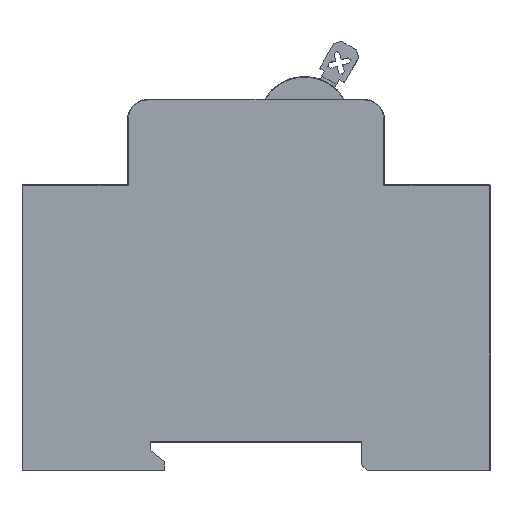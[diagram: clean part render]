
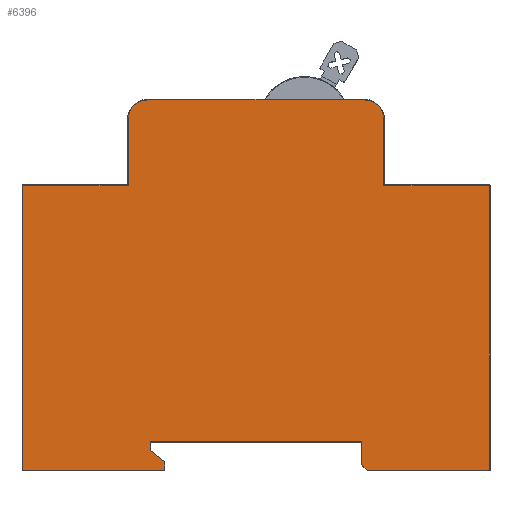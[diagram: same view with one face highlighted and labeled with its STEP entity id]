
A CAD part, top view. The second image highlights one B-rep face of the part: STEP entity #6396.
In plain terms, the highlighted planar face has unit normal (0, 0, 1).
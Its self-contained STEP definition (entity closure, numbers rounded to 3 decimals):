
#252=FACE_OUTER_BOUND('',#599,.T.);
#599=EDGE_LOOP('',(#4354,#4355,#4356,#4357,#4358,#4359,#4360,#4361,#4362,
#4363,#4364,#4365,#4366,#4367,#4368,#4369,#4370));
#934=CIRCLE('',#6800,3.4);
#935=CIRCLE('',#6801,3.4);
#1229=LINE('',#9338,#1928);
#1240=LINE('',#9360,#1939);
#1243=LINE('',#9366,#1942);
#1246=LINE('',#9372,#1945);
#1249=LINE('',#9378,#1948);
#1252=LINE('',#9384,#1951);
#1255=LINE('',#9390,#1954);
#1258=LINE('',#9396,#1957);
#1330=LINE('',#9551,#2029);
#1331=LINE('',#9552,#2030);
#1332=LINE('',#9554,#2031);
#1333=LINE('',#9556,#2032);
#1334=LINE('',#9558,#2033);
#1335=LINE('',#9562,#2034);
#1336=LINE('',#9565,#2035);
#1928=VECTOR('',#7521,21.4);
#1939=VECTOR('',#7534,1.414);
#1942=VECTOR('',#7539,4.);
#1945=VECTOR('',#7544,37.);
#1948=VECTOR('',#7549,1.5);
#1951=VECTOR('',#7554,3.202);
#1954=VECTOR('',#7559,1.5);
#1957=VECTOR('',#7564,24.9);
#2029=VECTOR('',#7678,18.5);
#2030=VECTOR('',#7679,49.9);
#2031=VECTOR('',#7680,49.9);
#2032=VECTOR('',#7681,18.5);
#2033=VECTOR('',#7682,11.6);
#2034=VECTOR('',#7685,38.);
#2035=VECTOR('',#7688,11.6);
#2642=VERTEX_POINT('',#9335);
#2643=VERTEX_POINT('',#9337);
#2653=VERTEX_POINT('',#9359);
#2655=VERTEX_POINT('',#9365);
#2657=VERTEX_POINT('',#9371);
#2659=VERTEX_POINT('',#9377);
#2661=VERTEX_POINT('',#9383);
#2663=VERTEX_POINT('',#9389);
#2665=VERTEX_POINT('',#9395);
#2726=VERTEX_POINT('',#9549);
#2727=VERTEX_POINT('',#9550);
#2728=VERTEX_POINT('',#9553);
#2729=VERTEX_POINT('',#9555);
#2730=VERTEX_POINT('',#9557);
#2731=VERTEX_POINT('',#9559);
#2732=VERTEX_POINT('',#9561);
#2733=VERTEX_POINT('',#9563);
#3266=EDGE_CURVE('',#2643,#2642,#1229,.T.);
#3277=EDGE_CURVE('',#2653,#2643,#1240,.T.);
#3280=EDGE_CURVE('',#2655,#2653,#1243,.T.);
#3283=EDGE_CURVE('',#2657,#2655,#1246,.T.);
#3286=EDGE_CURVE('',#2659,#2657,#1249,.T.);
#3289=EDGE_CURVE('',#2661,#2659,#1252,.T.);
#3292=EDGE_CURVE('',#2663,#2661,#1255,.T.);
#3295=EDGE_CURVE('',#2665,#2663,#1258,.T.);
#3378=EDGE_CURVE('',#2726,#2727,#1330,.T.);
#3379=EDGE_CURVE('',#2727,#2665,#1331,.T.);
#3380=EDGE_CURVE('',#2642,#2728,#1332,.T.);
#3381=EDGE_CURVE('',#2728,#2729,#1333,.T.);
#3382=EDGE_CURVE('',#2729,#2730,#1334,.T.);
#3383=EDGE_CURVE('',#2730,#2731,#934,.T.);
#3384=EDGE_CURVE('',#2731,#2732,#1335,.T.);
#3385=EDGE_CURVE('',#2732,#2733,#935,.T.);
#3386=EDGE_CURVE('',#2733,#2726,#1336,.T.);
#4354=ORIENTED_EDGE('',*,*,#3378,.T.);
#4355=ORIENTED_EDGE('',*,*,#3379,.T.);
#4356=ORIENTED_EDGE('',*,*,#3295,.T.);
#4357=ORIENTED_EDGE('',*,*,#3292,.T.);
#4358=ORIENTED_EDGE('',*,*,#3289,.T.);
#4359=ORIENTED_EDGE('',*,*,#3286,.T.);
#4360=ORIENTED_EDGE('',*,*,#3283,.T.);
#4361=ORIENTED_EDGE('',*,*,#3280,.T.);
#4362=ORIENTED_EDGE('',*,*,#3277,.T.);
#4363=ORIENTED_EDGE('',*,*,#3266,.T.);
#4364=ORIENTED_EDGE('',*,*,#3380,.T.);
#4365=ORIENTED_EDGE('',*,*,#3381,.T.);
#4366=ORIENTED_EDGE('',*,*,#3382,.T.);
#4367=ORIENTED_EDGE('',*,*,#3383,.T.);
#4368=ORIENTED_EDGE('',*,*,#3384,.T.);
#4369=ORIENTED_EDGE('',*,*,#3385,.T.);
#4370=ORIENTED_EDGE('',*,*,#3386,.T.);
#5813=PLANE('',#6799);
#6396=ADVANCED_FACE('',(#252),#5813,.T.);
#6799=AXIS2_PLACEMENT_3D('',#9548,#7676,#7677);
#6800=AXIS2_PLACEMENT_3D('',#9560,#7683,#7684);
#6801=AXIS2_PLACEMENT_3D('',#9564,#7686,#7687);
#7521=DIRECTION('',(1.,0.,0.));
#7534=DIRECTION('',(0.707,-0.707,0.));
#7539=DIRECTION('',(0.,-1.,0.));
#7544=DIRECTION('',(1.,0.,0.));
#7549=DIRECTION('',(0.,1.,0.));
#7554=DIRECTION('',(-0.781,0.625,0.));
#7559=DIRECTION('',(0.,1.,0.));
#7564=DIRECTION('',(1.,0.,0.));
#7676=DIRECTION('center_axis',(0.,0.,1.));
#7677=DIRECTION('ref_axis',(1.,0.,0.));
#7678=DIRECTION('',(-1.,0.,0.));
#7679=DIRECTION('',(0.,-1.,0.));
#7680=DIRECTION('',(0.,1.,0.));
#7681=DIRECTION('',(-1.,0.,0.));
#7682=DIRECTION('',(0.,1.,0.));
#7683=DIRECTION('center_axis',(0.,0.,1.));
#7684=DIRECTION('ref_axis',(1.,0.,0.));
#7685=DIRECTION('',(-1.,0.,0.));
#7686=DIRECTION('center_axis',(0.,0.,1.));
#7687=DIRECTION('ref_axis',(1.,0.,0.));
#7688=DIRECTION('',(0.,-1.,0.));
#9335=CARTESIAN_POINT('',(40.9,-32.5,17.8));
#9337=CARTESIAN_POINT('',(19.5,-32.5,17.8));
#9338=CARTESIAN_POINT('',(19.5,-32.5,17.8));
#9359=CARTESIAN_POINT('',(18.5,-31.5,17.8));
#9360=CARTESIAN_POINT('',(18.5,-31.5,17.8));
#9365=CARTESIAN_POINT('',(18.5,-27.5,17.8));
#9366=CARTESIAN_POINT('',(18.5,-27.5,17.8));
#9371=CARTESIAN_POINT('',(-18.5,-27.5,17.8));
#9372=CARTESIAN_POINT('',(-18.5,-27.5,17.8));
#9377=CARTESIAN_POINT('',(-18.5,-29.,17.8));
#9378=CARTESIAN_POINT('',(-18.5,-29.,17.8));
#9383=CARTESIAN_POINT('',(-16.,-31.,17.8));
#9384=CARTESIAN_POINT('',(-16.,-31.,17.8));
#9389=CARTESIAN_POINT('',(-16.,-32.5,17.8));
#9390=CARTESIAN_POINT('',(-16.,-32.5,17.8));
#9395=CARTESIAN_POINT('',(-40.9,-32.5,17.8));
#9396=CARTESIAN_POINT('',(-40.9,-32.5,17.8));
#9548=CARTESIAN_POINT('Origin',(19.,29.,17.8));
#9549=CARTESIAN_POINT('',(-22.4,17.4,17.8));
#9550=CARTESIAN_POINT('',(-40.9,17.4,17.8));
#9551=CARTESIAN_POINT('',(-22.4,17.4,17.8));
#9552=CARTESIAN_POINT('',(-40.9,17.4,17.8));
#9553=CARTESIAN_POINT('',(40.9,17.4,17.8));
#9554=CARTESIAN_POINT('',(40.9,-32.5,17.8));
#9555=CARTESIAN_POINT('',(22.4,17.4,17.8));
#9556=CARTESIAN_POINT('',(40.9,17.4,17.8));
#9557=CARTESIAN_POINT('',(22.4,29.,17.8));
#9558=CARTESIAN_POINT('',(22.4,17.4,17.8));
#9559=CARTESIAN_POINT('',(19.,32.4,17.8));
#9560=CARTESIAN_POINT('Origin',(19.,29.,17.8));
#9561=CARTESIAN_POINT('',(-19.,32.4,17.8));
#9562=CARTESIAN_POINT('',(19.,32.4,17.8));
#9563=CARTESIAN_POINT('',(-22.4,29.,17.8));
#9564=CARTESIAN_POINT('Origin',(-19.,29.,17.8));
#9565=CARTESIAN_POINT('',(-22.4,29.,17.8));
